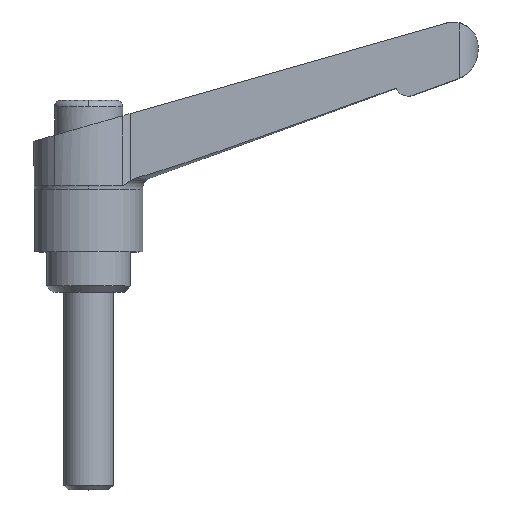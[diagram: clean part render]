
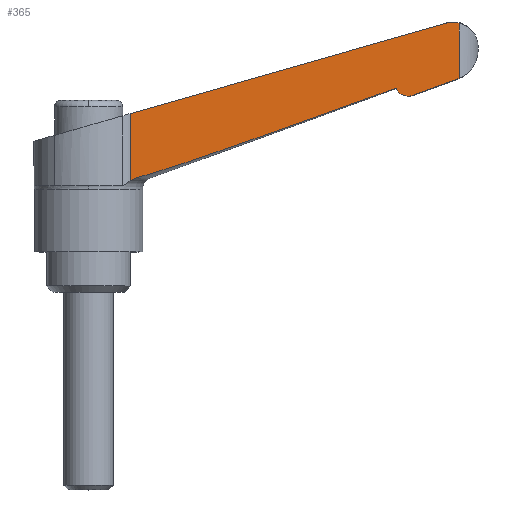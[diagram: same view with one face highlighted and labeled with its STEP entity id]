
A CAD part, top view. The second image highlights one B-rep face of the part: STEP entity #365.
In plain terms, the highlighted planar face has unit normal (0.035, 0, 0.999).
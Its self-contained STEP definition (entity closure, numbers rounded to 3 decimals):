
#267 = VERTEX_POINT( '', #753 );
#275 = EDGE_CURVE( '', #267, #469, #761, .T. );
#281 = VERTEX_POINT( '', #767 );
#287 = EDGE_CURVE( '', #719, #665, #775, .T. );
#323 = EDGE_CURVE( '', #395, #639, #815, .T. );
#365 = ADVANCED_FACE( '', ( #861 ), #862, .F. );
#367 = VERTEX_POINT( '', #864 );
#395 = VERTEX_POINT( '', #898 );
#413 = EDGE_CURVE( '', #281, #723, #916, .T. );
#469 = VERTEX_POINT( '', #976 );
#473 = EDGE_CURVE( '', #639, #367, #980, .T. );
#543 = EDGE_CURVE( '', #719, #469, #1059, .T. );
#587 = EDGE_CURVE( '', #665, #395, #1108, .T. );
#639 = VERTEX_POINT( '', #1166 );
#663 = EDGE_CURVE( '', #367, #281, #1194, .T. );
#665 = VERTEX_POINT( '', #1196 );
#669 = EDGE_CURVE( '', #267, #723, #1200, .T. );
#719 = VERTEX_POINT( '', #1254 );
#723 = VERTEX_POINT( '', #1258 );
#753 = CARTESIAN_POINT( '', ( 58.339, 43.664, 4.672 ) );
#761 = B_SPLINE_CURVE_WITH_KNOTS( '', 3, ( #1303, #1304, #1305, #1306, #1307, #1308, #1309, #1310, #1311, #1312 ), .UNSPECIFIED., .F., .F., ( 4, 2, 2, 2, 4 ), ( 16.778, 17.084, 17.831, 18.578, 18.881 ), .UNSPECIFIED. );
#767 = CARTESIAN_POINT( '', ( 6.706, 18.001, 6.476 ) );
#775 = B_SPLINE_CURVE_WITH_KNOTS( '', 3, ( #1329, #1330, #1331, #1332, #1333, #1334 ), .UNSPECIFIED., .F., .F., ( 4, 2, 4 ), ( 5.365, 5.561, 5.781 ), .UNSPECIFIED. );
#815 = B_SPLINE_CURVE_WITH_KNOTS( '', 3, ( #1387, #1388, #1389, #1390, #1391, #1392, #1393, #1394, #1395, #1396, #1397, #1398, #1399, #1400, #1401, #1402, #1403, #1404, #1405, #1406 ), .UNSPECIFIED., .F., .F., ( 4, 2, 2, 2, 2, 2, 2, 2, 2, 4 ), ( 2.314, 2.6, 2.974, 3.349, 3.723, 4.096, 4.469, 4.84, 5.211, 5.294 ), .UNSPECIFIED. );
#861 = FACE_OUTER_BOUND( '', #1469, .T. );
#862 = PLANE( '', #1470 );
#864 = CARTESIAN_POINT( '', ( 7.735, 18.479, 6.44 ) );
#898 = CARTESIAN_POINT( '', ( 52.335, 31.818, 4.882 ) );
#916 = LINE( '', #1537, #1538 );
#976 = CARTESIAN_POINT( '', ( 59.921, 43.538, 4.617 ) );
#980 = ( B_SPLINE_CURVE( 2, ( #1651, #1652, #1653 ), .UNSPECIFIED., .F., .F. )B_SPLINE_CURVE_WITH_KNOTS( ( 3, 3 ), ( 0., 44.487 ), .UNSPECIFIED. )RATIONAL_B_SPLINE_CURVE( ( 1., 1.4, 1. ) )BOUNDED_CURVE(  )REPRESENTATION_ITEM( '' )GEOMETRIC_REPRESENTATION_ITEM(  )CURVE(  ) );
#1059 = LINE( '', #1769, #1770 );
#1108 = ( B_SPLINE_CURVE( 2, ( #1896, #1897, #1898 ), .UNSPECIFIED., .F., .F. )B_SPLINE_CURVE_WITH_KNOTS( ( 3, 3 ), ( 0., 7.654 ), .UNSPECIFIED. )RATIONAL_B_SPLINE_CURVE( ( 1., 1.002, 1. ) )BOUNDED_CURVE(  )REPRESENTATION_ITEM( '' )GEOMETRIC_REPRESENTATION_ITEM(  )CURVE(  ) );
#1166 = CARTESIAN_POINT( '', ( 49.751, 33.014, 4.972 ) );
#1194 = B_SPLINE_CURVE_WITH_KNOTS( '', 3, ( #2039, #2040, #2041, #2042, #2043, #2044, #2045, #2046 ), .UNSPECIFIED., .F., .F., ( 4, 2, 2, 4 ), ( 4.154, 4.36, 4.861, 5.229 ), .UNSPECIFIED. );
#1196 = CARTESIAN_POINT( '', ( 59.529, 34.42, 4.631 ) );
#1200 = LINE( '', #2054, #2055 );
#1254 = CARTESIAN_POINT( '', ( 59.921, 34.58, 4.617 ) );
#1258 = CARTESIAN_POINT( '', ( 6.706, 28.857, 6.476 ) );
#1303 = CARTESIAN_POINT( '', ( 57.706, 43.537, 4.695 ) );
#1304 = CARTESIAN_POINT( '', ( 57.811, 43.567, 4.691 ) );
#1305 = CARTESIAN_POINT( '', ( 57.919, 43.593, 4.687 ) );
#1306 = CARTESIAN_POINT( '', ( 58.294, 43.667, 4.674 ) );
#1307 = CARTESIAN_POINT( '', ( 58.566, 43.692, 4.665 ) );
#1308 = CARTESIAN_POINT( '', ( 59.064, 43.692, 4.647 ) );
#1309 = CARTESIAN_POINT( '', ( 59.335, 43.667, 4.638 ) );
#1310 = CARTESIAN_POINT( '', ( 59.71, 43.593, 4.625 ) );
#1311 = CARTESIAN_POINT( '', ( 59.817, 43.567, 4.621 ) );
#1312 = CARTESIAN_POINT( '', ( 59.921, 43.538, 4.617 ) );
#1329 = CARTESIAN_POINT( '', ( 59.921, 34.58, 4.617 ) );
#1330 = CARTESIAN_POINT( '', ( 59.86, 34.552, 4.619 ) );
#1331 = CARTESIAN_POINT( '', ( 59.799, 34.525, 4.622 ) );
#1332 = CARTESIAN_POINT( '', ( 59.671, 34.473, 4.626 ) );
#1333 = CARTESIAN_POINT( '', ( 59.601, 34.445, 4.628 ) );
#1334 = CARTESIAN_POINT( '', ( 59.529, 34.42, 4.631 ) );
#1387 = CARTESIAN_POINT( '', ( 52.335, 31.818, 4.882 ) );
#1388 = CARTESIAN_POINT( '', ( 52.242, 31.785, 4.885 ) );
#1389 = CARTESIAN_POINT( '', ( 52.142, 31.757, 4.889 ) );
#1390 = CARTESIAN_POINT( '', ( 51.907, 31.71, 4.897 ) );
#1391 = CARTESIAN_POINT( '', ( 51.771, 31.698, 4.902 ) );
#1392 = CARTESIAN_POINT( '', ( 51.521, 31.698, 4.911 ) );
#1393 = CARTESIAN_POINT( '', ( 51.385, 31.71, 4.915 ) );
#1394 = CARTESIAN_POINT( '', ( 51.118, 31.763, 4.925 ) );
#1395 = CARTESIAN_POINT( '', ( 50.987, 31.803, 4.929 ) );
#1396 = CARTESIAN_POINT( '', ( 50.757, 31.898, 4.937 ) );
#1397 = CARTESIAN_POINT( '', ( 50.636, 31.961, 4.941 ) );
#1398 = CARTESIAN_POINT( '', ( 50.411, 32.111, 4.949 ) );
#1399 = CARTESIAN_POINT( '', ( 50.306, 32.198, 4.953 ) );
#1400 = CARTESIAN_POINT( '', ( 50.13, 32.373, 4.959 ) );
#1401 = CARTESIAN_POINT( '', ( 50.043, 32.477, 4.962 ) );
#1402 = CARTESIAN_POINT( '', ( 49.893, 32.701, 4.967 ) );
#1403 = CARTESIAN_POINT( '', ( 49.83, 32.821, 4.97 ) );
#1404 = CARTESIAN_POINT( '', ( 49.771, 32.96, 4.972 ) );
#1405 = CARTESIAN_POINT( '', ( 49.761, 32.987, 4.972 ) );
#1406 = CARTESIAN_POINT( '', ( 49.751, 33.014, 4.972 ) );
#1469 = EDGE_LOOP( '', ( #2276, #2277, #2278, #2279, #2280, #2281, #2282, #2283, #2284 ) );
#1470 = AXIS2_PLACEMENT_3D( '', #2285, #2286, #2287 );
#1537 = CARTESIAN_POINT( '', ( 6.706, 0., 6.476 ) );
#1538 = VECTOR( '', #2349, 1. );
#1651 = CARTESIAN_POINT( '', ( 49.751, 33.014, 4.972 ) );
#1652 = CARTESIAN_POINT( '', ( 14.776, 20.391, 6.194 ) );
#1653 = CARTESIAN_POINT( '', ( 7.735, 18.479, 6.44 ) );
#1769 = CARTESIAN_POINT( '', ( 59.921, 0., 4.617 ) );
#1770 = VECTOR( '', #2531, 1. );
#1896 = CARTESIAN_POINT( '', ( 59.529, 34.42, 4.631 ) );
#1897 = CARTESIAN_POINT( '', ( 55.703, 33.035, 4.765 ) );
#1898 = CARTESIAN_POINT( '', ( 52.335, 31.818, 4.882 ) );
#2039 = CARTESIAN_POINT( '', ( 7.735, 18.479, 6.44 ) );
#2040 = CARTESIAN_POINT( '', ( 7.665, 18.46, 6.442 ) );
#2041 = CARTESIAN_POINT( '', ( 7.597, 18.439, 6.444 ) );
#2042 = CARTESIAN_POINT( '', ( 7.373, 18.363, 6.452 ) );
#2043 = CARTESIAN_POINT( '', ( 7.205, 18.293, 6.458 ) );
#2044 = CARTESIAN_POINT( '', ( 6.925, 18.145, 6.468 ) );
#2045 = CARTESIAN_POINT( '', ( 6.81, 18.075, 6.472 ) );
#2046 = CARTESIAN_POINT( '', ( 6.706, 18.001, 6.476 ) );
#2054 = CARTESIAN_POINT( '', ( -5.509, 25.354, 6.902 ) );
#2055 = VECTOR( '', #2709, 1. );
#2276 = ORIENTED_EDGE( '', *, *, #669, .T. );
#2277 = ORIENTED_EDGE( '', *, *, #413, .F. );
#2278 = ORIENTED_EDGE( '', *, *, #663, .F. );
#2279 = ORIENTED_EDGE( '', *, *, #473, .F. );
#2280 = ORIENTED_EDGE( '', *, *, #323, .F. );
#2281 = ORIENTED_EDGE( '', *, *, #587, .F. );
#2282 = ORIENTED_EDGE( '', *, *, #287, .F. );
#2283 = ORIENTED_EDGE( '', *, *, #543, .T. );
#2284 = ORIENTED_EDGE( '', *, *, #275, .F. );
#2285 = CARTESIAN_POINT( '', ( 6.706, 0., 6.476 ) );
#2286 = DIRECTION( '', ( -0.035, 0., -0.999 ) );
#2287 = DIRECTION( '', ( -0.999, 0., 0.035 ) );
#2349 = DIRECTION( '', ( 0., 1., 0. ) );
#2531 = DIRECTION( '', ( 0., 1., 0. ) );
#2709 = DIRECTION( '', ( -0.961, -0.275, 0.034 ) );
